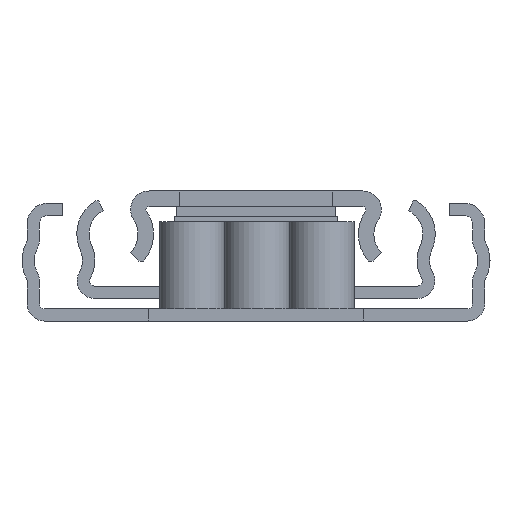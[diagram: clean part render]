
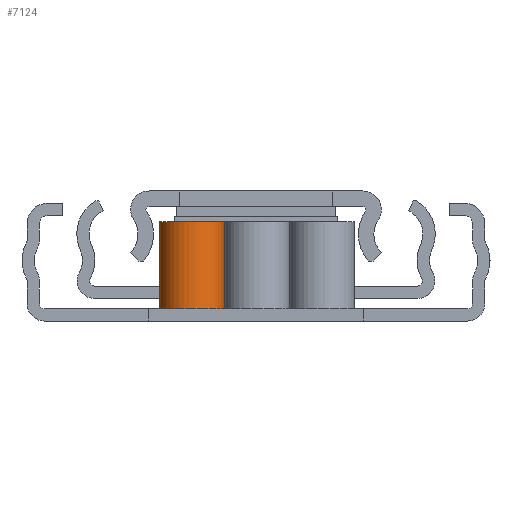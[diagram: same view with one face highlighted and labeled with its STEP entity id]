
A CAD part, left-side view. The second image highlights one B-rep face of the part: STEP entity #7124.
In plain terms, the highlighted cylindrical face has radius 3.198 mm (diameter 6.396 mm), a partial arc.
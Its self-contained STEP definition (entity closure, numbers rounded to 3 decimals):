
#94 = CARTESIAN_POINT ( 'NONE',  ( -3.167, -1.1, 0. ) ) ;
#103 = VECTOR ( 'NONE', #1553, 1000. ) ;
#1342 = CYLINDRICAL_SURFACE ( 'NONE', #9220, 3.198 ) ;
#1544 = CARTESIAN_POINT ( 'NONE',  ( -6.333, -0.652, 8.5 ) ) ;
#1553 = DIRECTION ( 'NONE',  ( 0., 0., -1. ) ) ;
#1950 = CARTESIAN_POINT ( 'NONE',  ( -9.5, -1.1, 0. ) ) ;
#2105 = EDGE_CURVE ( 'NONE', #5060, #7269, #4004, .T. ) ;
#2323 = DIRECTION ( 'NONE',  ( 0., 0., -1. ) ) ;
#2341 = DIRECTION ( 'NONE',  ( 0., 0., -1. ) ) ;
#2814 = AXIS2_PLACEMENT_3D ( 'NONE', #6137, #2323, #4559 ) ;
#2906 = EDGE_CURVE ( 'NONE', #7269, #6177, #7209, .T. ) ;
#2987 = AXIS2_PLACEMENT_3D ( 'NONE', #1544, #3099, #8387 ) ;
#3044 = EDGE_LOOP ( 'NONE', ( #6971, #9451, #7374, #5955 ) ) ;
#3099 = DIRECTION ( 'NONE',  ( 0., 0., -1. ) ) ;
#3159 = LINE ( 'NONE', #5549, #9325 ) ;
#4004 = LINE ( 'NONE', #5371, #103 ) ;
#4162 = CARTESIAN_POINT ( 'NONE',  ( -3.167, -1.1, 8.5 ) ) ;
#4453 = CARTESIAN_POINT ( 'NONE',  ( -6.333, -0.652, 8.5 ) ) ;
#4559 = DIRECTION ( 'NONE',  ( -1., 0., 0. ) ) ;
#5060 = VERTEX_POINT ( 'NONE', #4162 ) ;
#5371 = CARTESIAN_POINT ( 'NONE',  ( -3.167, -1.1, 8.5 ) ) ;
#5399 = EDGE_CURVE ( 'NONE', #5060, #7135, #8679, .T. ) ;
#5549 = CARTESIAN_POINT ( 'NONE',  ( -9.5, -1.1, 8.5 ) ) ;
#5713 = EDGE_CURVE ( 'NONE', #7135, #6177, #3159, .T. ) ;
#5955 = ORIENTED_EDGE ( 'NONE', *, *, #5713, .T. ) ;
#6137 = CARTESIAN_POINT ( 'NONE',  ( -6.333, -0.652, 0. ) ) ;
#6177 = VERTEX_POINT ( 'NONE', #1950 ) ;
#6801 = FACE_OUTER_BOUND ( 'NONE', #3044, .T. ) ;
#6971 = ORIENTED_EDGE ( 'NONE', *, *, #2906, .F. ) ;
#7124 = ADVANCED_FACE ( 'NONE', ( #6801 ), #1342, .T. ) ;
#7135 = VERTEX_POINT ( 'NONE', #9942 ) ;
#7209 = CIRCLE ( 'NONE', #2814, 3.198 ) ;
#7269 = VERTEX_POINT ( 'NONE', #94 ) ;
#7374 = ORIENTED_EDGE ( 'NONE', *, *, #5399, .T. ) ;
#8387 = DIRECTION ( 'NONE',  ( -1., 0., 0. ) ) ;
#8679 = CIRCLE ( 'NONE', #2987, 3.198 ) ;
#9126 = DIRECTION ( 'NONE',  ( -1., 0., 0. ) ) ;
#9220 = AXIS2_PLACEMENT_3D ( 'NONE', #4453, #9898, #9126 ) ;
#9325 = VECTOR ( 'NONE', #2341, 1000. ) ;
#9451 = ORIENTED_EDGE ( 'NONE', *, *, #2105, .F. ) ;
#9898 = DIRECTION ( 'NONE',  ( 0., 0., -1. ) ) ;
#9942 = CARTESIAN_POINT ( 'NONE',  ( -9.5, -1.1, 8.5 ) ) ;
